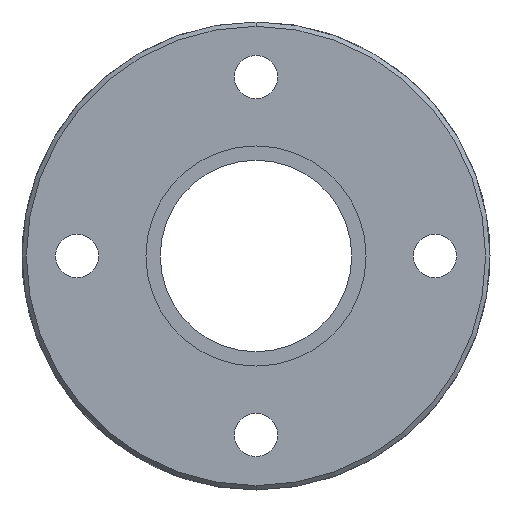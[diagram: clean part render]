
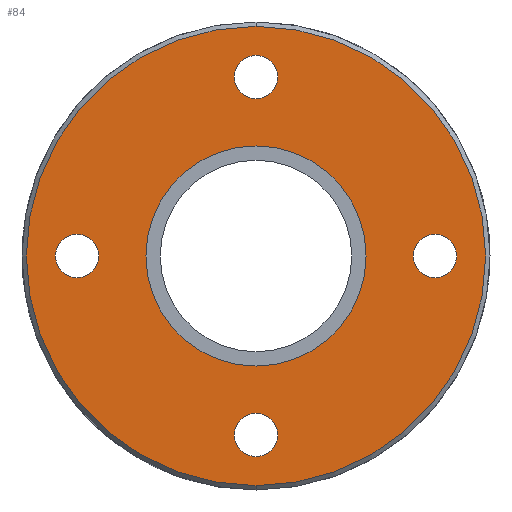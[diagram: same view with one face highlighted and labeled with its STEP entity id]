
A CAD part, front view. The second image highlights one B-rep face of the part: STEP entity #84.
In plain terms, the highlighted planar face has unit normal (0, -1, 0).
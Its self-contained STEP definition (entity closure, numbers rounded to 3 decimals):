
#1 = AXIS2_PLACEMENT_3D ( 'NONE', #1164, #661, #587 ) ;
#3 = FACE_BOUND ( 'NONE', #900, .T. ) ;
#10 = AXIS2_PLACEMENT_3D ( 'NONE', #497, #887, #1107 ) ;
#17 = EDGE_CURVE ( 'NONE', #815, #65, #485, .T. ) ;
#41 = EDGE_CURVE ( 'NONE', #65, #815, #1109, .T. ) ;
#57 = ORIENTED_EDGE ( 'NONE', *, *, #848, .T. ) ;
#65 = VERTEX_POINT ( 'NONE', #192 ) ;
#71 = AXIS2_PLACEMENT_3D ( 'NONE', #1172, #698, #1188 ) ;
#84 = ADVANCED_FACE ( 'NONE', ( #667, #898, #365, #576, #3, #979 ), #879, .F. ) ;
#88 = EDGE_LOOP ( 'NONE', ( #174, #1186 ) ) ;
#110 = EDGE_CURVE ( 'NONE', #242, #1253, #222, .T. ) ;
#113 = ORIENTED_EDGE ( 'NONE', *, *, #1165, .T. ) ;
#121 = CIRCLE ( 'NONE', #865, 2.5 ) ;
#167 = EDGE_LOOP ( 'NONE', ( #57, #113 ) ) ;
#174 = ORIENTED_EDGE ( 'NONE', *, *, #41, .T. ) ;
#192 = CARTESIAN_POINT ( 'NONE',  ( 0., 0., 23.15 ) ) ;
#197 = CARTESIAN_POINT ( 'NONE',  ( 0., 0., 26.5 ) ) ;
#199 = DIRECTION ( 'NONE',  ( 0., 0., -1. ) ) ;
#219 = VERTEX_POINT ( 'NONE', #639 ) ;
#222 = CIRCLE ( 'NONE', #322, 12.7 ) ;
#242 = VERTEX_POINT ( 'NONE', #633 ) ;
#249 = DIRECTION ( 'NONE',  ( 0., 1., 0. ) ) ;
#262 = DIRECTION ( 'NONE',  ( 0., 1., 0. ) ) ;
#266 = DIRECTION ( 'NONE',  ( 0., 1., 0. ) ) ;
#274 = EDGE_CURVE ( 'NONE', #1090, #413, #1052, .T. ) ;
#275 = VERTEX_POINT ( 'NONE', #851 ) ;
#296 = CARTESIAN_POINT ( 'NONE',  ( -12.7, 0., 0. ) ) ;
#314 = ORIENTED_EDGE ( 'NONE', *, *, #110, .F. ) ;
#319 = DIRECTION ( 'NONE',  ( 0., -1., 0. ) ) ;
#322 = AXIS2_PLACEMENT_3D ( 'NONE', #970, #1176, #199 ) ;
#352 = EDGE_CURVE ( 'NONE', #1018, #753, #1213, .T. ) ;
#365 = FACE_BOUND ( 'NONE', #88, .T. ) ;
#367 = DIRECTION ( 'NONE',  ( 0., 0., 1. ) ) ;
#370 = CARTESIAN_POINT ( 'NONE',  ( 0., 0., -26.5 ) ) ;
#380 = CARTESIAN_POINT ( 'NONE',  ( 20.65, 0., 0. ) ) ;
#387 = EDGE_CURVE ( 'NONE', #413, #1090, #820, .T. ) ;
#397 = CARTESIAN_POINT ( 'NONE',  ( 0., 0., 20.65 ) ) ;
#413 = VERTEX_POINT ( 'NONE', #495 ) ;
#441 = DIRECTION ( 'NONE',  ( 0., 1., 0. ) ) ;
#442 = ORIENTED_EDGE ( 'NONE', *, *, #274, .T. ) ;
#448 = CARTESIAN_POINT ( 'NONE',  ( 20.65, 0., -2.5 ) ) ;
#453 = AXIS2_PLACEMENT_3D ( 'NONE', #923, #319, #523 ) ;
#485 = CIRCLE ( 'NONE', #940, 2.5 ) ;
#492 = AXIS2_PLACEMENT_3D ( 'NONE', #965, #262, #367 ) ;
#495 = CARTESIAN_POINT ( 'NONE',  ( -20.65, 0., -2.5 ) ) ;
#497 = CARTESIAN_POINT ( 'NONE',  ( 0., 0., 0. ) ) ;
#523 = DIRECTION ( 'NONE',  ( 0., 0., -1. ) ) ;
#553 = CARTESIAN_POINT ( 'NONE',  ( 20.65, 0., 2.5 ) ) ;
#576 = FACE_BOUND ( 'NONE', #593, .T. ) ;
#583 = DIRECTION ( 'NONE',  ( 0., 0., 1. ) ) ;
#587 = DIRECTION ( 'NONE',  ( 0., 0., 1. ) ) ;
#593 = EDGE_LOOP ( 'NONE', ( #621, #826 ) ) ;
#614 = ORIENTED_EDGE ( 'NONE', *, *, #971, .F. ) ;
#621 = ORIENTED_EDGE ( 'NONE', *, *, #824, .T. ) ;
#623 = VERTEX_POINT ( 'NONE', #370 ) ;
#629 = CIRCLE ( 'NONE', #10, 26.5 ) ;
#633 = CARTESIAN_POINT ( 'NONE',  ( 0., 0., -12.7 ) ) ;
#639 = CARTESIAN_POINT ( 'NONE',  ( 0., 0., -23.15 ) ) ;
#649 = DIRECTION ( 'NONE',  ( 0., 0., 1. ) ) ;
#661 = DIRECTION ( 'NONE',  ( 0., 1., 0. ) ) ;
#665 = ORIENTED_EDGE ( 'NONE', *, *, #1103, .T. ) ;
#667 = FACE_OUTER_BOUND ( 'NONE', #167, .T. ) ;
#679 = DIRECTION ( 'NONE',  ( 0., 1., 0. ) ) ;
#691 = CARTESIAN_POINT ( 'NONE',  ( 0., 0., 18.15 ) ) ;
#698 = DIRECTION ( 'NONE',  ( 0., -1., 0. ) ) ;
#714 = ORIENTED_EDGE ( 'NONE', *, *, #387, .T. ) ;
#723 = EDGE_CURVE ( 'NONE', #275, #219, #1214, .T. ) ;
#753 = VERTEX_POINT ( 'NONE', #553 ) ;
#755 = CIRCLE ( 'NONE', #453, 12.7 ) ;
#763 = CIRCLE ( 'NONE', #71, 26.5 ) ;
#765 = CARTESIAN_POINT ( 'NONE',  ( 20.65, 0., 0. ) ) ;
#785 = DIRECTION ( 'NONE',  ( 0., 1., 0. ) ) ;
#788 = CARTESIAN_POINT ( 'NONE',  ( 0., 0., 20.65 ) ) ;
#815 = VERTEX_POINT ( 'NONE', #691 ) ;
#820 = CIRCLE ( 'NONE', #1, 2.5 ) ;
#824 = EDGE_CURVE ( 'NONE', #753, #1018, #121, .T. ) ;
#826 = ORIENTED_EDGE ( 'NONE', *, *, #352, .T. ) ;
#848 = EDGE_CURVE ( 'NONE', #1174, #623, #629, .T. ) ;
#851 = CARTESIAN_POINT ( 'NONE',  ( 0., 0., -18.15 ) ) ;
#865 = AXIS2_PLACEMENT_3D ( 'NONE', #380, #679, #1089 ) ;
#879 = PLANE ( 'NONE',  #1227 ) ;
#887 = DIRECTION ( 'NONE',  ( 0., -1., 0. ) ) ;
#898 = FACE_BOUND ( 'NONE', #1163, .T. ) ;
#900 = EDGE_LOOP ( 'NONE', ( #1291, #665 ) ) ;
#919 = AXIS2_PLACEMENT_3D ( 'NONE', #1136, #249, #1039 ) ;
#923 = CARTESIAN_POINT ( 'NONE',  ( 0., 0., 0. ) ) ;
#940 = AXIS2_PLACEMENT_3D ( 'NONE', #397, #1198, #1077 ) ;
#943 = CARTESIAN_POINT ( 'NONE',  ( -20.65, 0., 2.5 ) ) ;
#965 = CARTESIAN_POINT ( 'NONE',  ( -20.65, 0., 0. ) ) ;
#970 = CARTESIAN_POINT ( 'NONE',  ( 0., 0., 0. ) ) ;
#971 = EDGE_CURVE ( 'NONE', #1253, #242, #755, .T. ) ;
#979 = FACE_BOUND ( 'NONE', #1260, .T. ) ;
#1018 = VERTEX_POINT ( 'NONE', #448 ) ;
#1032 = AXIS2_PLACEMENT_3D ( 'NONE', #788, #266, #583 ) ;
#1039 = DIRECTION ( 'NONE',  ( 0., 0., 1. ) ) ;
#1041 = AXIS2_PLACEMENT_3D ( 'NONE', #765, #785, #1249 ) ;
#1052 = CIRCLE ( 'NONE', #492, 2.5 ) ;
#1069 = CIRCLE ( 'NONE', #1252, 2.5 ) ;
#1077 = DIRECTION ( 'NONE',  ( 0., 0., 1. ) ) ;
#1083 = DIRECTION ( 'NONE',  ( 0., 0., 1. ) ) ;
#1089 = DIRECTION ( 'NONE',  ( 0., 0., 1. ) ) ;
#1090 = VERTEX_POINT ( 'NONE', #943 ) ;
#1100 = DIRECTION ( 'NONE',  ( 0., 1., 0. ) ) ;
#1103 = EDGE_CURVE ( 'NONE', #219, #275, #1069, .T. ) ;
#1107 = DIRECTION ( 'NONE',  ( 0., 0., 1. ) ) ;
#1109 = CIRCLE ( 'NONE', #1032, 2.5 ) ;
#1136 = CARTESIAN_POINT ( 'NONE',  ( 0., 0., -20.65 ) ) ;
#1153 = CARTESIAN_POINT ( 'NONE',  ( 0., 0., -20.65 ) ) ;
#1162 = CARTESIAN_POINT ( 'NONE',  ( 0., 0., 12.7 ) ) ;
#1163 = EDGE_LOOP ( 'NONE', ( #442, #714 ) ) ;
#1164 = CARTESIAN_POINT ( 'NONE',  ( -20.65, 0., 0. ) ) ;
#1165 = EDGE_CURVE ( 'NONE', #623, #1174, #763, .T. ) ;
#1172 = CARTESIAN_POINT ( 'NONE',  ( 0., 0., 0. ) ) ;
#1174 = VERTEX_POINT ( 'NONE', #197 ) ;
#1176 = DIRECTION ( 'NONE',  ( 0., -1., 0. ) ) ;
#1186 = ORIENTED_EDGE ( 'NONE', *, *, #17, .T. ) ;
#1188 = DIRECTION ( 'NONE',  ( 0., 0., 1. ) ) ;
#1198 = DIRECTION ( 'NONE',  ( 0., 1., 0. ) ) ;
#1213 = CIRCLE ( 'NONE', #1041, 2.5 ) ;
#1214 = CIRCLE ( 'NONE', #919, 2.5 ) ;
#1227 = AXIS2_PLACEMENT_3D ( 'NONE', #296, #1100, #1083 ) ;
#1249 = DIRECTION ( 'NONE',  ( 0., 0., 1. ) ) ;
#1252 = AXIS2_PLACEMENT_3D ( 'NONE', #1153, #441, #649 ) ;
#1253 = VERTEX_POINT ( 'NONE', #1162 ) ;
#1260 = EDGE_LOOP ( 'NONE', ( #314, #614 ) ) ;
#1291 = ORIENTED_EDGE ( 'NONE', *, *, #723, .T. ) ;
